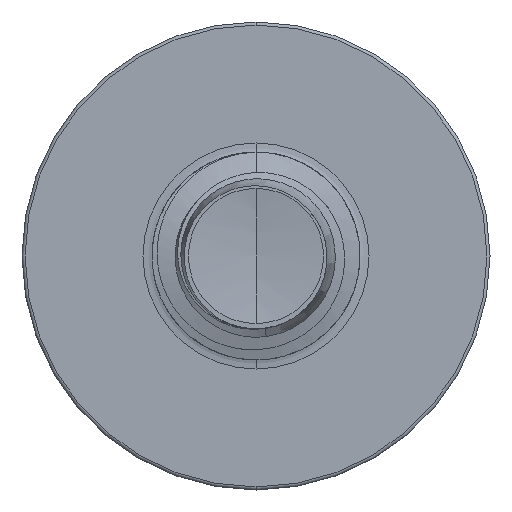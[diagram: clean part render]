
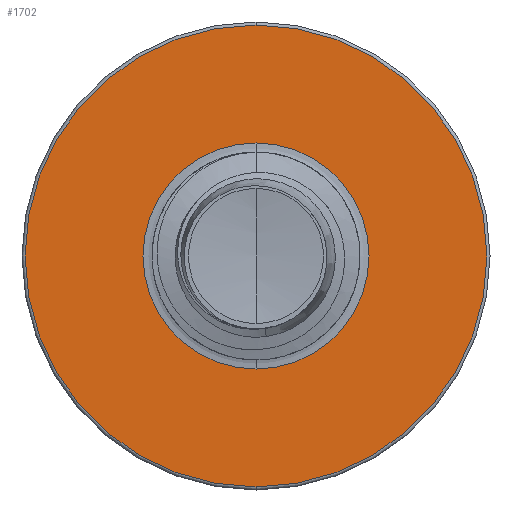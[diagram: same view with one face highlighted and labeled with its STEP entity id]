
A CAD part, front view. The second image highlights one B-rep face of the part: STEP entity #1702.
In plain terms, the highlighted planar face has unit normal (0, -1, 0).
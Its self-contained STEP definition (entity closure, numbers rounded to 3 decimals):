
#1233 = AXIS2_PLACEMENT_3D ( 'NONE', #17170, #7920, #18150 ) ;
#1330 = AXIS2_PLACEMENT_3D ( 'NONE', #11878, #20815, #13469 ) ;
#1420 = ORIENTED_EDGE ( 'NONE', *, *, #19366, .T. ) ;
#1593 = EDGE_LOOP ( 'NONE', ( #1420, #17075 ) ) ;
#1599 = EDGE_LOOP ( 'NONE', ( #16898, #16983 ) ) ;
#1603 = CARTESIAN_POINT ( 'NONE',  ( 0., 7.5, 0. ) ) ;
#1702 = ADVANCED_FACE ( 'NONE', ( #19692, #7271 ), #2530, .F. ) ;
#2435 = DIRECTION ( 'NONE',  ( 0., 0., 1. ) ) ;
#2495 = DIRECTION ( 'NONE',  ( 0., 1., 0. ) ) ;
#2530 = PLANE ( 'NONE',  #15548 ) ;
#3371 = CARTESIAN_POINT ( 'NONE',  ( 0., 7.5, -2.174 ) ) ;
#3544 = EDGE_CURVE ( 'NONE', #15730, #16676, #8393, .T. ) ;
#3595 = AXIS2_PLACEMENT_3D ( 'NONE', #1603, #14988, #3841 ) ;
#3841 = DIRECTION ( 'NONE',  ( 0., 0., 1. ) ) ;
#5179 = CIRCLE ( 'NONE', #1330, 4.44 ) ;
#6454 = CARTESIAN_POINT ( 'NONE',  ( 0., 7.5, 4.44 ) ) ;
#7271 = FACE_BOUND ( 'NONE', #1593, .T. ) ;
#7920 = DIRECTION ( 'NONE',  ( 0., 1., 0. ) ) ;
#8393 = CIRCLE ( 'NONE', #14773, 4.44 ) ;
#11321 = CIRCLE ( 'NONE', #1233, 2.174 ) ;
#11342 = CIRCLE ( 'NONE', #3595, 2.174 ) ;
#11397 = CARTESIAN_POINT ( 'NONE',  ( 0., 7.5, 2.174 ) ) ;
#11878 = CARTESIAN_POINT ( 'NONE',  ( 0., 7.5, 0. ) ) ;
#13469 = DIRECTION ( 'NONE',  ( 0., 0., 1. ) ) ;
#14222 = CARTESIAN_POINT ( 'NONE',  ( 0., 7.5, -4.44 ) ) ;
#14773 = AXIS2_PLACEMENT_3D ( 'NONE', #17969, #16083, #16079 ) ;
#14988 = DIRECTION ( 'NONE',  ( 0., 1., 0. ) ) ;
#15548 = AXIS2_PLACEMENT_3D ( 'NONE', #3371, #2495, #2435 ) ;
#15730 = VERTEX_POINT ( 'NONE', #6454 ) ;
#16079 = DIRECTION ( 'NONE',  ( 0., 0., 1. ) ) ;
#16083 = DIRECTION ( 'NONE',  ( 0., 1., 0. ) ) ;
#16676 = VERTEX_POINT ( 'NONE', #14222 ) ;
#16898 = ORIENTED_EDGE ( 'NONE', *, *, #3544, .F. ) ;
#16983 = ORIENTED_EDGE ( 'NONE', *, *, #19389, .F. ) ;
#17075 = ORIENTED_EDGE ( 'NONE', *, *, #17393, .T. ) ;
#17170 = CARTESIAN_POINT ( 'NONE',  ( 0., 7.5, 0. ) ) ;
#17393 = EDGE_CURVE ( 'NONE', #17598, #20255, #11342, .T. ) ;
#17551 = CARTESIAN_POINT ( 'NONE',  ( 0., 7.5, -2.174 ) ) ;
#17598 = VERTEX_POINT ( 'NONE', #17551 ) ;
#17969 = CARTESIAN_POINT ( 'NONE',  ( 0., 7.5, 0. ) ) ;
#18150 = DIRECTION ( 'NONE',  ( 0., 0., 1. ) ) ;
#19366 = EDGE_CURVE ( 'NONE', #20255, #17598, #11321, .T. ) ;
#19389 = EDGE_CURVE ( 'NONE', #16676, #15730, #5179, .T. ) ;
#19692 = FACE_OUTER_BOUND ( 'NONE', #1599, .T. ) ;
#20255 = VERTEX_POINT ( 'NONE', #11397 ) ;
#20815 = DIRECTION ( 'NONE',  ( 0., 1., 0. ) ) ;
